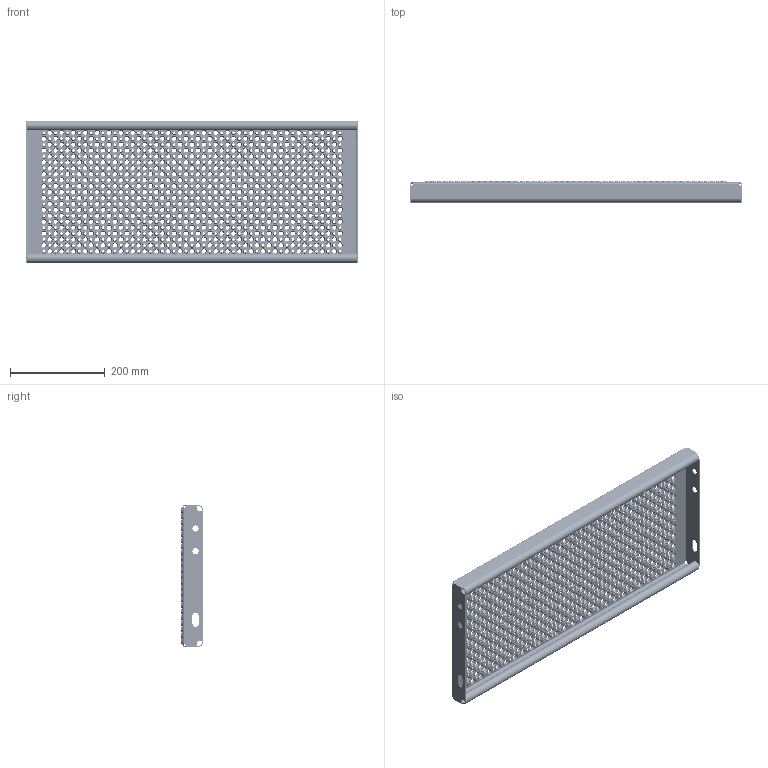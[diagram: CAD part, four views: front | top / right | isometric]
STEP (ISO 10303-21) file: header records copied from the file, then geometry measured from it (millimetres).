
FILE_DESCRIPTION (( 'STEP AP203' ), '1' );
FILE_NAME ('00000_ACHILTRIN_300x700x45_M_OPTRÆK.STEP', '2011-08-10T10:45:33', ( 'JKJ' ), ( '' ), 'SwSTEP 2.0', 'SolidWorks 2011', '' );
FILE_SCHEMA (( 'CONFIG_CONTROL_DESIGN' ));
Products named in the file (1): 00000_ACHILTRIN_300x700x45_M_OPTRÆK
Bounding box: 700 x 45 x 300 mm (x, y, z)
Volume: 681667.2 mm3; surface area: 721817.8 mm2
Topology: 1 solids, 1 shells, 8297 faces, 18980 edges, 11858 vertices
Faces by surface type: cone 4692, cylinder 2386, plane 1211, bspline 8
Entity records: 242397 total; most frequent: DIRECTION 47322, CARTESIAN_POINT 39728, ORIENTED_EDGE 37960, AXIS2_PLACEMENT_3D 20084, EDGE_CURVE 18980, VERTEX_POINT 11858, EDGE_LOOP 11828, CIRCLE 11794
